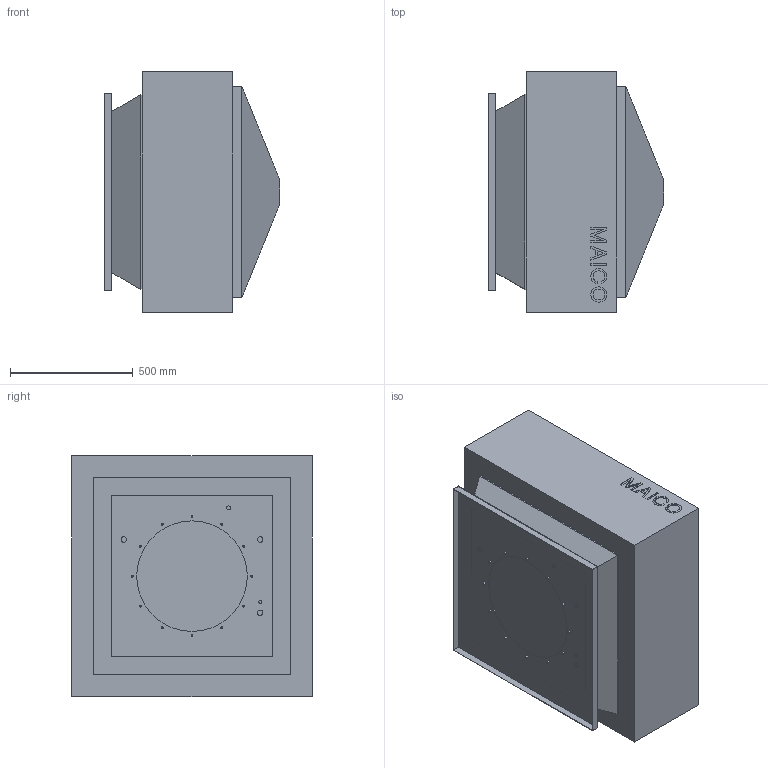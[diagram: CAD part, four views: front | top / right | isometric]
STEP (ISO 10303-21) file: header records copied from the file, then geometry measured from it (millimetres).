
FILE_DESCRIPTION(('Creo Elements/Direct Modeling STEP Export'),'2;1');
FILE_NAME('0087.0030_MDR-45-EC.stp','2020-06-23T 7:21:33',(''),(''),'PTC Creo Elements/Direct Modeling STEP processor for AP214 (Solid Model)','PTC Creo Elements/Direct Modeling 19.0C 15-Aug-2015 (C) Parametric Technology GmbH','');
FILE_SCHEMA(('AUTOMOTIVE_DESIGN { 1 0 10303 214 1 1 1 1 }'));
Length unit declared in the file: millimetre
Products named in the file (1): MDR-45
Bounding box: 713 x 980 x 981 mm (x, y, z)
Volume: 491701512.1 mm3; surface area: 4394004.7 mm2
Topology: 1 solids, 1 shells, 253 faces, 658 edges, 436 vertices
Faces by surface type: plane 217, cylinder 36
Entity records: 7447 total; most frequent: ORIENTED_EDGE 1316, CARTESIAN_POINT 1305, DIRECTION 1152, EDGE_CURVE 658, VECTOR 586, LINE 586, VERTEX_POINT 436, AXIS2_PLACEMENT_3D 283
